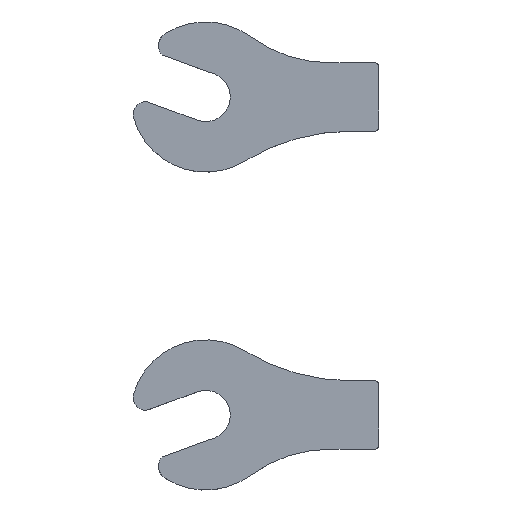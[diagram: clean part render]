
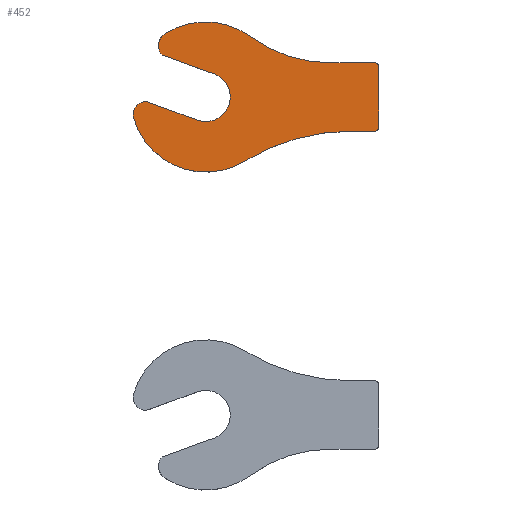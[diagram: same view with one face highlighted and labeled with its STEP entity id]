
A CAD part, top view. The second image highlights one B-rep face of the part: STEP entity #452.
In plain terms, the highlighted face is planar.
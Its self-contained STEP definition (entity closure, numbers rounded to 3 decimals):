
#47 = CIRCLE ( 'NONE', #529, 2.54 ) ;
#49 = ORIENTED_EDGE ( 'NONE', *, *, #485, .F. ) ;
#50 = CIRCLE ( 'NONE', #1346, 0.762 ) ;
#55 = EDGE_CURVE ( 'NONE', #1034, #539, #795, .T. ) ;
#75 = DIRECTION ( 'NONE',  ( 0., 0., 1. ) ) ;
#128 = AXIS2_PLACEMENT_3D ( 'NONE', #345, #473, #1418 ) ;
#129 = CARTESIAN_POINT ( 'NONE',  ( -8.069, -45.902, 0. ) ) ;
#144 = CIRCLE ( 'NONE', #1238, 38.1 ) ;
#178 = CARTESIAN_POINT ( 'NONE',  ( 31.439, -32.512, 0. ) ) ;
#187 = EDGE_CURVE ( 'NONE', #1493, #1450, #47, .T. ) ;
#188 = DIRECTION ( 'NONE',  ( 0., 0., 1. ) ) ;
#213 = ORIENTED_EDGE ( 'NONE', *, *, #287, .F. ) ;
#215 = ORIENTED_EDGE ( 'NONE', *, *, #342, .F. ) ;
#250 = DIRECTION ( 'NONE',  ( 1., 0., 0. ) ) ;
#254 = DIRECTION ( 'NONE',  ( 0., 0., 1. ) ) ;
#271 = CARTESIAN_POINT ( 'NONE',  ( 27.12, -31.75, 0. ) ) ;
#275 = ORIENTED_EDGE ( 'NONE', *, *, #912, .F. ) ;
#281 = CARTESIAN_POINT ( 'NONE',  ( 0., -38.1, 0. ) ) ;
#287 = EDGE_CURVE ( 'NONE', #501, #895, #1566, .T. ) ;
#308 = CARTESIAN_POINT ( 'NONE',  ( 32.201, -43.688, 0. ) ) ;
#326 = CARTESIAN_POINT ( 'NONE',  ( 31.439, -31.75, 0. ) ) ;
#342 = EDGE_CURVE ( 'NONE', #1353, #416, #400, .T. ) ;
#345 = CARTESIAN_POINT ( 'NONE',  ( 0., -38.1, 0. ) ) ;
#348 = EDGE_CURVE ( 'NONE', #1309, #501, #1239, .T. ) ;
#366 = AXIS2_PLACEMENT_3D ( 'NONE', #1573, #1183, #250 ) ;
#376 = DIRECTION ( 'NONE',  ( 1., 0., 0. ) ) ;
#380 = CARTESIAN_POINT ( 'NONE',  ( -7.635, -49.799, 0. ) ) ;
#393 = EDGE_CURVE ( 'NONE', #416, #1034, #1063, .T. ) ;
#396 = AXIS2_PLACEMENT_3D ( 'NONE', #281, #907, #376 ) ;
#397 = ORIENTED_EDGE ( 'NONE', *, *, #348, .F. ) ;
#400 = LINE ( 'NONE', #308, #694 ) ;
#416 = VERTEX_POINT ( 'NONE', #644 ) ;
#422 = DIRECTION ( 'NONE',  ( 1., 0., 0. ) ) ;
#452 = ADVANCED_FACE ( 'NONE', ( #820 ), #547, .F. ) ;
#454 = DIRECTION ( 'NONE',  ( 1., 0., 0. ) ) ;
#457 = ORIENTED_EDGE ( 'NONE', *, *, #595, .F. ) ;
#464 = LINE ( 'NONE', #963, #1414 ) ;
#466 = DIRECTION ( 'NONE',  ( 0., 0., 1. ) ) ;
#473 = DIRECTION ( 'NONE',  ( 0., 0., 1. ) ) ;
#485 = EDGE_CURVE ( 'NONE', #633, #1100, #523, .T. ) ;
#501 = VERTEX_POINT ( 'NONE', #1050 ) ;
#512 = CARTESIAN_POINT ( 'NONE',  ( 0., -38.1, 0. ) ) ;
#523 = CIRCLE ( 'NONE', #396, 4.572 ) ;
#528 = DIRECTION ( 'NONE',  ( 0., 0., 1. ) ) ;
#529 = AXIS2_PLACEMENT_3D ( 'NONE', #1407, #466, #732 ) ;
#539 = VERTEX_POINT ( 'NONE', #271 ) ;
#546 = CARTESIAN_POINT ( 'NONE',  ( -13.478, -34.783, 0. ) ) ;
#547 = PLANE ( 'NONE',  #1116 ) ;
#551 = EDGE_CURVE ( 'NONE', #1038, #1309, #1501, .T. ) ;
#554 = ORIENTED_EDGE ( 'NONE', *, *, #187, .F. ) ;
#578 = CARTESIAN_POINT ( 'NONE',  ( 32.201, -43.688, 0. ) ) ;
#582 = CARTESIAN_POINT ( 'NONE',  ( 27.12, 6.35, 0. ) ) ;
#590 = ORIENTED_EDGE ( 'NONE', *, *, #1302, .F. ) ;
#595 = EDGE_CURVE ( 'NONE', #1516, #1539, #1240, .T. ) ;
#597 = CARTESIAN_POINT ( 'NONE',  ( 7.276, -26.174, 0. ) ) ;
#599 = VECTOR ( 'NONE', #1184, 1000. ) ;
#603 = AXIS2_PLACEMENT_3D ( 'NONE', #178, #75, #1306 ) ;
#621 = CARTESIAN_POINT ( 'NONE',  ( -1.564, -33.804, 0. ) ) ;
#633 = VERTEX_POINT ( 'NONE', #621 ) ;
#635 = ORIENTED_EDGE ( 'NONE', *, *, #393, .F. ) ;
#644 = CARTESIAN_POINT ( 'NONE',  ( 32.201, -32.512, 0. ) ) ;
#648 = AXIS2_PLACEMENT_3D ( 'NONE', #512, #254, #1315 ) ;
#687 = CARTESIAN_POINT ( 'NONE',  ( 23.279, -69.85, 0. ) ) ;
#694 = VECTOR ( 'NONE', #1352, 1000. ) ;
#732 = DIRECTION ( 'NONE',  ( 1., 0., 0. ) ) ;
#753 = VECTOR ( 'NONE', #422, 1000. ) ;
#777 = CIRCLE ( 'NONE', #366, 2.54 ) ;
#795 = LINE ( 'NONE', #326, #1106 ) ;
#809 = ORIENTED_EDGE ( 'NONE', *, *, #1487, .F. ) ;
#820 = FACE_OUTER_BOUND ( 'NONE', #1488, .T. ) ;
#823 = LINE ( 'NONE', #129, #599 ) ;
#888 = CARTESIAN_POINT ( 'NONE',  ( 31.439, -31.75, 0. ) ) ;
#895 = VERTEX_POINT ( 'NONE', #927 ) ;
#907 = DIRECTION ( 'NONE',  ( 0., 0., -1. ) ) ;
#912 = EDGE_CURVE ( 'NONE', #1539, #1059, #1632, .T. ) ;
#927 = CARTESIAN_POINT ( 'NONE',  ( 31.439, -44.45, 0. ) ) ;
#928 = AXIS2_PLACEMENT_3D ( 'NONE', #1185, #1512, #1490 ) ;
#937 = CARTESIAN_POINT ( 'NONE',  ( 31.439, -44.45, 0. ) ) ;
#958 = DIRECTION ( 'NONE',  ( 0., 0., -1. ) ) ;
#963 = CARTESIAN_POINT ( 'NONE',  ( -1.564, -33.804, 0. ) ) ;
#969 = CARTESIAN_POINT ( 'NONE',  ( 31.439, -43.688, 0. ) ) ;
#979 = CARTESIAN_POINT ( 'NONE',  ( 1.564, -42.396, 0. ) ) ;
#996 = DIRECTION ( 'NONE',  ( 0.94, 0.342, 0. ) ) ;
#999 = EDGE_CURVE ( 'NONE', #1359, #1516, #1345, .T. ) ;
#1002 = AXIS2_PLACEMENT_3D ( 'NONE', #687, #958, #1647 ) ;
#1012 = ORIENTED_EDGE ( 'NONE', *, *, #1333, .F. ) ;
#1034 = VERTEX_POINT ( 'NONE', #888 ) ;
#1038 = VERTEX_POINT ( 'NONE', #380 ) ;
#1049 = CARTESIAN_POINT ( 'NONE',  ( -13.369, -34.046, 0. ) ) ;
#1050 = CARTESIAN_POINT ( 'NONE',  ( 23.279, -44.45, 0. ) ) ;
#1059 = VERTEX_POINT ( 'NONE', #1332 ) ;
#1063 = CIRCLE ( 'NONE', #603, 0.762 ) ;
#1100 = VERTEX_POINT ( 'NONE', #979 ) ;
#1106 = VECTOR ( 'NONE', #1398, 1000. ) ;
#1116 = AXIS2_PLACEMENT_3D ( 'NONE', #1541, #1638, #1176 ) ;
#1172 = CARTESIAN_POINT ( 'NONE',  ( -8.787, -47.672, 0. ) ) ;
#1176 = DIRECTION ( 'NONE',  ( 1., 0., 0. ) ) ;
#1183 = DIRECTION ( 'NONE',  ( 0., 0., 1. ) ) ;
#1184 = DIRECTION ( 'NONE',  ( -0.94, -0.342, 0. ) ) ;
#1185 = CARTESIAN_POINT ( 'NONE',  ( -10.938, -34.783, 0. ) ) ;
#1186 = ORIENTED_EDGE ( 'NONE', *, *, #1385, .F. ) ;
#1198 = DIRECTION ( 'NONE',  ( 1., 0., 0. ) ) ;
#1238 = AXIS2_PLACEMENT_3D ( 'NONE', #582, #1397, #454 ) ;
#1239 = CIRCLE ( 'NONE', #1002, 25.4 ) ;
#1240 = CIRCLE ( 'NONE', #928, 2.54 ) ;
#1244 = EDGE_CURVE ( 'NONE', #1059, #633, #464, .T. ) ;
#1274 = DIRECTION ( 'NONE',  ( 1., 0., 0. ) ) ;
#1302 = EDGE_CURVE ( 'NONE', #539, #1359, #144, .T. ) ;
#1306 = DIRECTION ( 'NONE',  ( 1., 0., 0. ) ) ;
#1309 = VERTEX_POINT ( 'NONE', #1676 ) ;
#1313 = ORIENTED_EDGE ( 'NONE', *, *, #999, .F. ) ;
#1315 = DIRECTION ( 'NONE',  ( 1., 0., 0. ) ) ;
#1325 = CARTESIAN_POINT ( 'NONE',  ( -8.069, -45.902, 0. ) ) ;
#1332 = CARTESIAN_POINT ( 'NONE',  ( -11.197, -37.31, 0. ) ) ;
#1333 = EDGE_CURVE ( 'NONE', #895, #1353, #50, .T. ) ;
#1345 = CIRCLE ( 'NONE', #648, 13.97 ) ;
#1346 = AXIS2_PLACEMENT_3D ( 'NONE', #969, #188, #1274 ) ;
#1352 = DIRECTION ( 'NONE',  ( 0., 1., 0. ) ) ;
#1353 = VERTEX_POINT ( 'NONE', #578 ) ;
#1359 = VERTEX_POINT ( 'NONE', #597 ) ;
#1385 = EDGE_CURVE ( 'NONE', #1450, #1038, #777, .T. ) ;
#1397 = DIRECTION ( 'NONE',  ( 0., 0., -1. ) ) ;
#1398 = DIRECTION ( 'NONE',  ( -1., 0., 0. ) ) ;
#1407 = CARTESIAN_POINT ( 'NONE',  ( -6.247, -47.672, 0. ) ) ;
#1414 = VECTOR ( 'NONE', #996, 1000. ) ;
#1418 = DIRECTION ( 'NONE',  ( 1., 0., 0. ) ) ;
#1450 = VERTEX_POINT ( 'NONE', #1172 ) ;
#1473 = ORIENTED_EDGE ( 'NONE', *, *, #551, .F. ) ;
#1474 = CARTESIAN_POINT ( 'NONE',  ( -10.938, -34.783, 0. ) ) ;
#1487 = EDGE_CURVE ( 'NONE', #1100, #1493, #823, .T. ) ;
#1488 = EDGE_LOOP ( 'NONE', ( #1313, #590, #1518, #635, #215, #1012, #213, #397, #1473, #1186, #554, #809, #49, #1702, #275, #457 ) ) ;
#1490 = DIRECTION ( 'NONE',  ( 1., 0., 0. ) ) ;
#1493 = VERTEX_POINT ( 'NONE', #1325 ) ;
#1501 = CIRCLE ( 'NONE', #128, 13.97 ) ;
#1512 = DIRECTION ( 'NONE',  ( 0., 0., 1. ) ) ;
#1516 = VERTEX_POINT ( 'NONE', #1049 ) ;
#1518 = ORIENTED_EDGE ( 'NONE', *, *, #55, .F. ) ;
#1539 = VERTEX_POINT ( 'NONE', #546 ) ;
#1541 = CARTESIAN_POINT ( 'NONE',  ( 0., -38.1, 0. ) ) ;
#1551 = AXIS2_PLACEMENT_3D ( 'NONE', #1474, #528, #1198 ) ;
#1566 = LINE ( 'NONE', #937, #753 ) ;
#1573 = CARTESIAN_POINT ( 'NONE',  ( -6.247, -47.672, 0. ) ) ;
#1632 = CIRCLE ( 'NONE', #1551, 2.54 ) ;
#1638 = DIRECTION ( 'NONE',  ( 0., 0., 1. ) ) ;
#1647 = DIRECTION ( 'NONE',  ( 1., 0., 0. ) ) ;
#1676 = CARTESIAN_POINT ( 'NONE',  ( 8.26, -49.366, 0. ) ) ;
#1702 = ORIENTED_EDGE ( 'NONE', *, *, #1244, .F. ) ;
